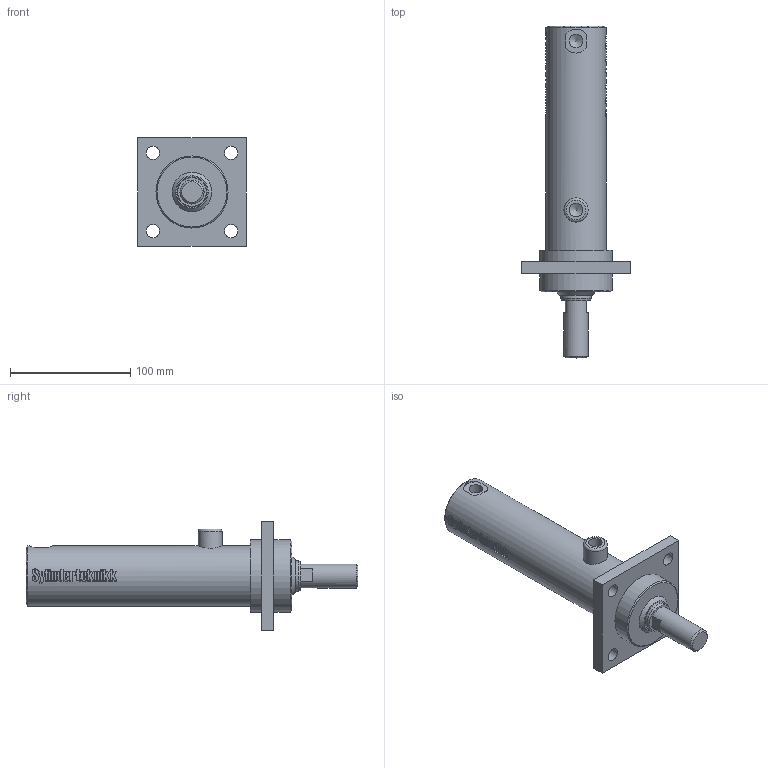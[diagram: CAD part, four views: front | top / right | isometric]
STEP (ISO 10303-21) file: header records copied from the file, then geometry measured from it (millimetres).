
FILE_DESCRIPTION((''),'2;1');
FILE_NAME('DVGF40_25.stp','2010-04-15T09:44:10',('tribel'),(''),'Autodesk Inventor 2009','Autodesk Inventor 2009','');
FILE_SCHEMA(('AUTOMOTIVE_DESIGN { 1 0 10303 214 1 1 1 1 }'));
Length unit declared in the file: millimetre
Products named in the file (4): DVGF40_25; DVGF40_25_body; DVGF40_25_stang; DVGF40_25_Parameters
Assembly tree (3 placements, depth 2):
  DVGF40_25
    DVGF40_25_body
    DVGF40_25_stang
    DVGF40_25_Parameters
Bounding box: 90 x 276 x 90 mm (x, y, z)
Volume: 455436.5 mm3; surface area: 101975 mm2
Topology: 2 solids, 3 shells, 469 faces, 1253 edges, 836 vertices
Faces by surface type: plane 259, bspline 150, cylinder 51, cone 5, torus 3, sphere 1
Full cylindrical faces by diameter (mm): 20 x2, 25 x2, 40 x2, 50 x1, 60 x2
Entity records: 44653 total; most frequent: CARTESIAN_POINT 34227, ORIENTED_EDGE 2412, DIRECTION 1544, EDGE_CURVE 1208, VERTEX_POINT 820, EDGE_LOOP 553, AXIS2_PLACEMENT_3D 518, VECTOR 508
